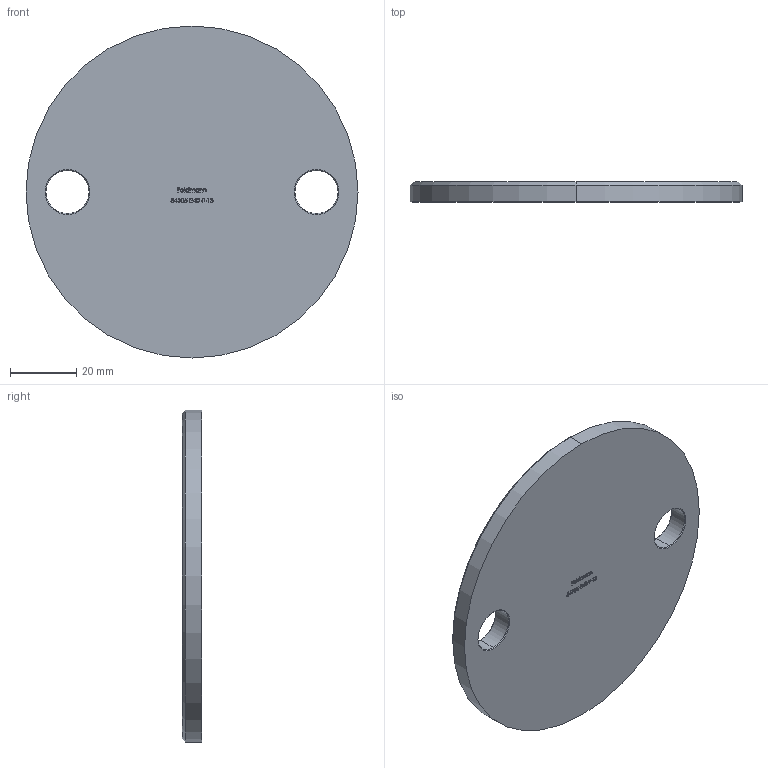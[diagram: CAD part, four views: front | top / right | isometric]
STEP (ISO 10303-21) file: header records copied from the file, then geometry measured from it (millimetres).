
FILE_DESCRIPTION (( 'STEP AP203' ), '1' );
FILE_NAME ('54105-240-F-13.step', '2020-10-30T12:44:59', ( '' ), ( '' ), 'SwSTEP 2.0', 'SolidWorks 2018', '' );
FILE_SCHEMA (( 'CONFIG_CONTROL_DESIGN' ));
Length unit declared in the file: millimetre
Products named in the file (2): 54105-240-F-13
Bounding box: 100 x 6 x 100 mm (x, y, z)
Volume: 45369.2 mm3; surface area: 17354.3 mm2
Topology: 1 solids, 1 shells, 284 faces, 749 edges, 496 vertices
Faces by surface type: plane 166, bspline 102, cone 10, cylinder 6
Entity records: 14498 total; most frequent: CARTESIAN_POINT 7985, ORIENTED_EDGE 1498, DIRECTION 935, EDGE_CURVE 749, LINE 523, VECTOR 523, VERTEX_POINT 496, EDGE_LOOP 317
